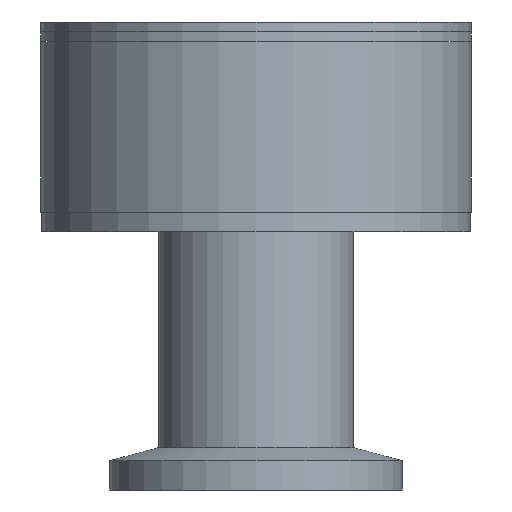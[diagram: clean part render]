
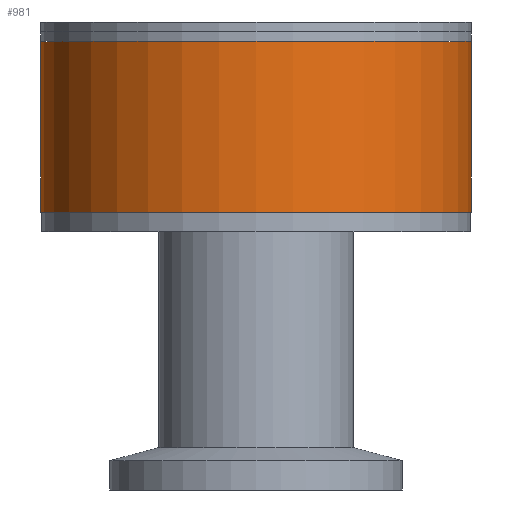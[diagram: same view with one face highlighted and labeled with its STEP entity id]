
A CAD part, front view. The second image highlights one B-rep face of the part: STEP entity #981.
In plain terms, the highlighted cylindrical face has radius 22.1 mm (diameter 44.2 mm), a partial arc.
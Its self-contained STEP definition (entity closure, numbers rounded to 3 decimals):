
#19 = CYLINDRICAL_SURFACE ( 'NONE', #902, 22.1 ) ;
#312 = EDGE_CURVE ( 'NONE', #1763, #887, #2657, .T. ) ;
#501 = VERTEX_POINT ( 'NONE', #878 ) ;
#512 = ORIENTED_EDGE ( 'NONE', *, *, #2145, .T. ) ;
#601 = CARTESIAN_POINT ( 'NONE',  ( 0.05, 0., 12.55 ) ) ;
#606 = CARTESIAN_POINT ( 'NONE',  ( 22.15, 0., 21.3 ) ) ;
#715 = VECTOR ( 'NONE', #2818, 1000. ) ;
#735 = CARTESIAN_POINT ( 'NONE',  ( -22.05, 0., 21.3 ) ) ;
#878 = CARTESIAN_POINT ( 'NONE',  ( 22.15, 0., 3.8 ) ) ;
#887 = VERTEX_POINT ( 'NONE', #606 ) ;
#900 = VERTEX_POINT ( 'NONE', #1334 ) ;
#902 = AXIS2_PLACEMENT_3D ( 'NONE', #601, #2772, #2533 ) ;
#981 = ADVANCED_FACE ( 'NONE', ( #2181 ), #19, .T. ) ;
#1034 = EDGE_CURVE ( 'NONE', #501, #887, #1579, .T. ) ;
#1334 = CARTESIAN_POINT ( 'NONE',  ( -22.05, 0., 3.8 ) ) ;
#1579 = LINE ( 'NONE', #2814, #2153 ) ;
#1593 = AXIS2_PLACEMENT_3D ( 'NONE', #3121, #2118, #2429 ) ;
#1713 = ORIENTED_EDGE ( 'NONE', *, *, #312, .F. ) ;
#1763 = VERTEX_POINT ( 'NONE', #735 ) ;
#1802 = CIRCLE ( 'NONE', #1593, 22.1 ) ;
#1837 = CARTESIAN_POINT ( 'NONE',  ( -22.05, 0., 12.55 ) ) ;
#1913 = CARTESIAN_POINT ( 'NONE',  ( 0.05, 0., 21.3 ) ) ;
#2118 = DIRECTION ( 'NONE',  ( 0., 0., 1. ) ) ;
#2145 = EDGE_CURVE ( 'NONE', #900, #501, #1802, .T. ) ;
#2153 = VECTOR ( 'NONE', #2756, 1000. ) ;
#2181 = FACE_OUTER_BOUND ( 'NONE', #2945, .T. ) ;
#2269 = LINE ( 'NONE', #1837, #715 ) ;
#2367 = ORIENTED_EDGE ( 'NONE', *, *, #1034, .T. ) ;
#2402 = DIRECTION ( 'NONE',  ( 1., 0., 0. ) ) ;
#2429 = DIRECTION ( 'NONE',  ( 1., 0., 0. ) ) ;
#2494 = AXIS2_PLACEMENT_3D ( 'NONE', #1913, #2673, #2402 ) ;
#2506 = ORIENTED_EDGE ( 'NONE', *, *, #2832, .F. ) ;
#2533 = DIRECTION ( 'NONE',  ( 1., 0., 0. ) ) ;
#2657 = CIRCLE ( 'NONE', #2494, 22.1 ) ;
#2673 = DIRECTION ( 'NONE',  ( 0., 0., 1. ) ) ;
#2756 = DIRECTION ( 'NONE',  ( 0., 0., 1. ) ) ;
#2772 = DIRECTION ( 'NONE',  ( 0., 0., 1. ) ) ;
#2814 = CARTESIAN_POINT ( 'NONE',  ( 22.15, 0., 12.55 ) ) ;
#2818 = DIRECTION ( 'NONE',  ( 0., 0., 1. ) ) ;
#2832 = EDGE_CURVE ( 'NONE', #900, #1763, #2269, .T. ) ;
#2945 = EDGE_LOOP ( 'NONE', ( #2506, #512, #2367, #1713 ) ) ;
#3121 = CARTESIAN_POINT ( 'NONE',  ( 0.05, 0., 3.8 ) ) ;
